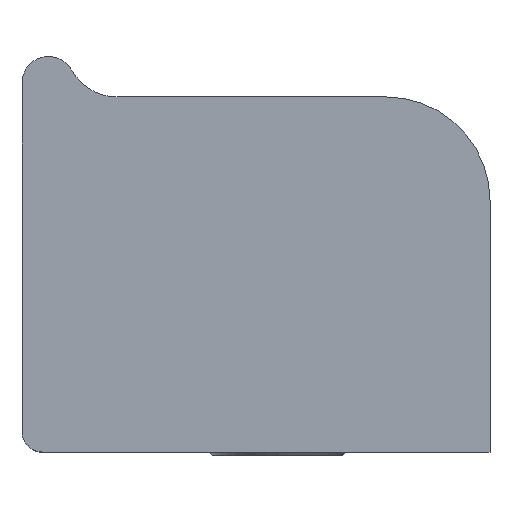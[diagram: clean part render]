
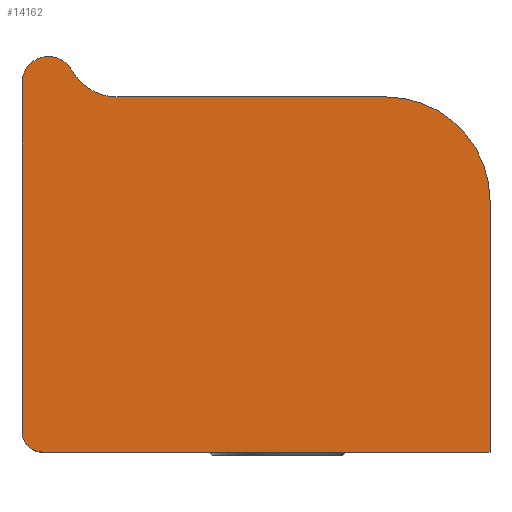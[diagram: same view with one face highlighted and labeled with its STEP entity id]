
A CAD part, top view. The second image highlights one B-rep face of the part: STEP entity #14162.
In plain terms, the highlighted planar face has unit normal (0, 0, 1).
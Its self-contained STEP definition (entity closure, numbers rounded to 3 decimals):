
#569 = CARTESIAN_POINT ( 'NONE',  ( -30.932, 78.4, 32.7 ) ) ;
#895 = VERTEX_POINT ( 'NONE', #19623 ) ;
#949 = CARTESIAN_POINT ( 'NONE',  ( -45.25, 0., 32.7 ) ) ;
#1236 = CIRCLE ( 'NONE', #19828, 5.1 ) ;
#1669 = LINE ( 'NONE', #4505, #6056 ) ;
#1808 = LINE ( 'NONE', #19386, #9882 ) ;
#1831 = CARTESIAN_POINT ( 'NONE',  ( -44.15, 71.1, 32.7 ) ) ;
#2098 = LINE ( 'NONE', #4842, #4369 ) ;
#2201 = DIRECTION ( 'NONE',  ( 0., -1., 0. ) ) ;
#2496 = ORIENTED_EDGE ( 'NONE', *, *, #9839, .F. ) ;
#3273 = LINE ( 'NONE', #11090, #16846 ) ;
#3957 = CARTESIAN_POINT ( 'NONE',  ( -45.25, 4., 32.7 ) ) ;
#4369 = VECTOR ( 'NONE', #2201, 1000. ) ;
#4370 = VERTEX_POINT ( 'NONE', #17080 ) ;
#4505 = CARTESIAN_POINT ( 'NONE',  ( 0., 68.4, 32.7 ) ) ;
#4805 = DIRECTION ( 'NONE',  ( 1., 0., 0. ) ) ;
#4842 = CARTESIAN_POINT ( 'NONE',  ( 40.9, 66., 32.7 ) ) ;
#5282 = ORIENTED_EDGE ( 'NONE', *, *, #20127, .T. ) ;
#5523 = ORIENTED_EDGE ( 'NONE', *, *, #18735, .F. ) ;
#5533 = EDGE_CURVE ( 'NONE', #9557, #7037, #16728, .T. ) ;
#5548 = VERTEX_POINT ( 'NONE', #949 ) ;
#5566 = DIRECTION ( 'NONE',  ( -1., 0., 0. ) ) ;
#6056 = VECTOR ( 'NONE', #4805, 1000. ) ;
#6108 = AXIS2_PLACEMENT_3D ( 'NONE', #10173, #8608, #13397 ) ;
#6247 = ORIENTED_EDGE ( 'NONE', *, *, #6639, .F. ) ;
#6639 = EDGE_CURVE ( 'NONE', #10913, #4370, #1236, .T. ) ;
#6837 = EDGE_CURVE ( 'NONE', #5548, #895, #3273, .T. ) ;
#6938 = FACE_OUTER_BOUND ( 'NONE', #12534, .T. ) ;
#7030 = ORIENTED_EDGE ( 'NONE', *, *, #6837, .T. ) ;
#7037 = VERTEX_POINT ( 'NONE', #16262 ) ;
#7043 = EDGE_CURVE ( 'NONE', #10913, #11066, #1808, .T. ) ;
#7092 = DIRECTION ( 'NONE',  ( -1., 0., 0. ) ) ;
#7998 = AXIS2_PLACEMENT_3D ( 'NONE', #569, #15243, #5566 ) ;
#8165 = DIRECTION ( 'NONE',  ( 0., -1., 0. ) ) ;
#8382 = CIRCLE ( 'NONE', #18688, 4. ) ;
#8603 = CARTESIAN_POINT ( 'NONE',  ( 40.9, 48.4, 32.7 ) ) ;
#8608 = DIRECTION ( 'NONE',  ( 0., 0., -1. ) ) ;
#8865 = DIRECTION ( 'NONE',  ( 0., 0., 1. ) ) ;
#9557 = VERTEX_POINT ( 'NONE', #8603 ) ;
#9610 = ORIENTED_EDGE ( 'NONE', *, *, #7043, .T. ) ;
#9640 = CARTESIAN_POINT ( 'NONE',  ( -49.25, 71.1, 32.7 ) ) ;
#9661 = CIRCLE ( 'NONE', #7998, 10. ) ;
#9839 = EDGE_CURVE ( 'NONE', #9557, #895, #2098, .T. ) ;
#9882 = VECTOR ( 'NONE', #8165, 1000. ) ;
#9894 = CARTESIAN_POINT ( 'NONE',  ( -30.932, 68.4, 32.7 ) ) ;
#9940 = CARTESIAN_POINT ( 'NONE',  ( -49.25, 4., 32.7 ) ) ;
#10173 = CARTESIAN_POINT ( 'NONE',  ( 0., 66., 32.7 ) ) ;
#10320 = CARTESIAN_POINT ( 'NONE',  ( 20.9, 48.4, 32.7 ) ) ;
#10913 = VERTEX_POINT ( 'NONE', #9640 ) ;
#11066 = VERTEX_POINT ( 'NONE', #9940 ) ;
#11090 = CARTESIAN_POINT ( 'NONE',  ( 0., 0., 32.7 ) ) ;
#11865 = VERTEX_POINT ( 'NONE', #9894 ) ;
#11987 = DIRECTION ( 'NONE',  ( -1., 0., 0. ) ) ;
#12534 = EDGE_LOOP ( 'NONE', ( #9610, #5282, #7030, #2496, #17081, #5523, #19748, #6247 ) ) ;
#12970 = DIRECTION ( 'NONE',  ( 0., 0., -1. ) ) ;
#13285 = PLANE ( 'NONE',  #6108 ) ;
#13397 = DIRECTION ( 'NONE',  ( -1., 0., 0. ) ) ;
#14001 = DIRECTION ( 'NONE',  ( 1., 0., 0. ) ) ;
#14162 = ADVANCED_FACE ( 'NONE', ( #6938 ), #13285, .F. ) ;
#15243 = DIRECTION ( 'NONE',  ( 0., 0., -1. ) ) ;
#15408 = DIRECTION ( 'NONE',  ( 0., 0., 1. ) ) ;
#16262 = CARTESIAN_POINT ( 'NONE',  ( 20.9, 68.4, 32.7 ) ) ;
#16728 = CIRCLE ( 'NONE', #20049, 20. ) ;
#16741 = EDGE_CURVE ( 'NONE', #11865, #4370, #9661, .T. ) ;
#16846 = VECTOR ( 'NONE', #14001, 1000. ) ;
#17080 = CARTESIAN_POINT ( 'NONE',  ( -39.686, 73.566, 32.7 ) ) ;
#17081 = ORIENTED_EDGE ( 'NONE', *, *, #5533, .T. ) ;
#18688 = AXIS2_PLACEMENT_3D ( 'NONE', #3957, #15408, #7092 ) ;
#18735 = EDGE_CURVE ( 'NONE', #11865, #7037, #1669, .T. ) ;
#19301 = DIRECTION ( 'NONE',  ( -1., 0., 0. ) ) ;
#19386 = CARTESIAN_POINT ( 'NONE',  ( -49.25, 66., 32.7 ) ) ;
#19623 = CARTESIAN_POINT ( 'NONE',  ( 40.9, 0., 32.7 ) ) ;
#19748 = ORIENTED_EDGE ( 'NONE', *, *, #16741, .T. ) ;
#19828 = AXIS2_PLACEMENT_3D ( 'NONE', #1831, #12970, #19301 ) ;
#20049 = AXIS2_PLACEMENT_3D ( 'NONE', #10320, #8865, #11987 ) ;
#20127 = EDGE_CURVE ( 'NONE', #11066, #5548, #8382, .T. ) ;
